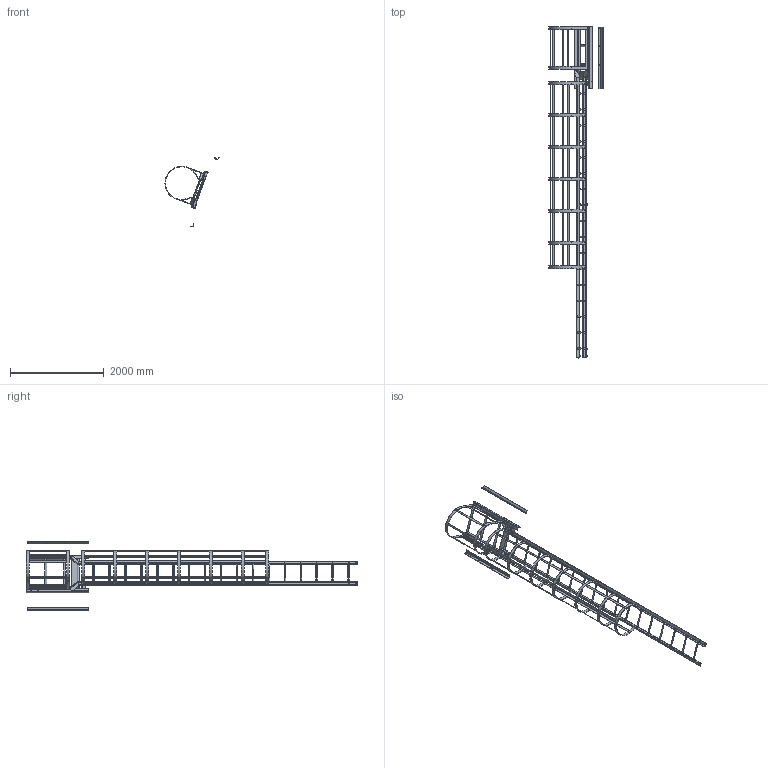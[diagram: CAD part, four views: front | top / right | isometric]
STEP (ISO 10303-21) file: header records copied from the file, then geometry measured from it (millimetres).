
FILE_DESCRIPTION(('CoCreate Modeling STEP Export'),'2;1');
FILE_NAME('stair.stp','2008-07-11T14:03:23',(''),(''),'CoCreate Modeling STEP processor for AP214 (Solid Model)','CoCreate Modeling 17.00P0623 23-Jun-2008 (C) Parametric Technology GmbH','');
FILE_SCHEMA(('AUTOMOTIVE_DESIGN { 1 0 10303 214 1 1 1 1 }'));
Length unit declared in the file: millimetre
Products named in the file (98): p1; 60211.1; 37551; 38635.34; 22485.4; 39134.41; 38013.6; 5093063; 5093064; 5093062; a1; 5093045; 5093025; 5093024; 40987; 38663; 40259; 39399.1; 35093; 44179; 5093123; 5093122.1; 5093121; 5093120; 5093119; 5093118; 5093117.1; 5093116.1; 5093115; 5093114; 5093112.14; 5093112.7; 5093112.4; 5093093.2; p2; p3; 5093092; 5093092.1; 5093093.3; 5093111 ...
Assembly tree (196 placements, depth 8):
  p1
  part2_5093039.stp
    5093022_asm.stp
      5093022_ASM
        36949.1  x2
        5093151.1  x2
        53630.1  x2
        5093144
          a1
        5093145
        5118741
          5093068
          5093045
            a1
          5093065
        55499
          a1
        60210
        5093156
        60176
        60211.1  x2
        5093023
          38635.34  x12
          39134.41  x16
          22485.4  x12
          38013.6  x12
          5093136
          5093124
            5093125
            5093126
            5093127
            5093129
            5093128
            5093130
            5093131  x2
            5093132.4
            5093132
            5093132.1
            5093132.2
            5093132.3
            5093133  x7
            5093134.2  x17
            5093135.4  x5
          5093083
            5093084.1
              5093092.1  x2
            5093084
              5093092
              5093092.1
            5093097
              5093102
              5093103
              5093104
                5093105
                5093106
                5093107
              5093108
                p3
                p2
                p1
Bounding box: 1154.64 x 7082.11 x 1477.95 mm (x, y, z)
Volume: 39870277.5 mm3; surface area: 12148524.3 mm2
Topology: 131 solids, 133 shells, 2373 faces, 5793 edges, 3714 vertices
Faces by surface type: plane 1080, cylinder 747, cone 470, torus 66, bspline 10
Entity records: 44752 total; most frequent: CARTESIAN_POINT 23906, ORIENTED_EDGE 3804, DIRECTION 3453, EDGE_CURVE 1908, AXIS2_PLACEMENT_3D 1239, VERTEX_POINT 1227, VECTOR 975, LINE 975
